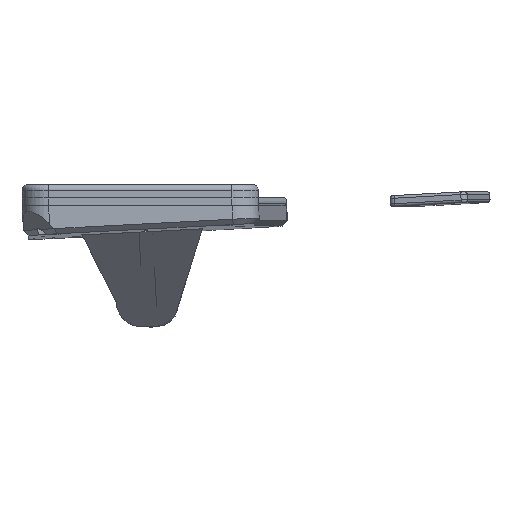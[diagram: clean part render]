
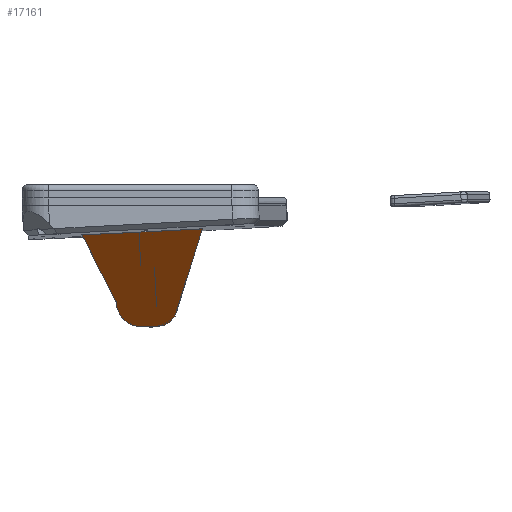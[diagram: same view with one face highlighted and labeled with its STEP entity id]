
A CAD part, left-side view. The second image highlights one B-rep face of the part: STEP entity #17161.
In plain terms, the highlighted face is planar.
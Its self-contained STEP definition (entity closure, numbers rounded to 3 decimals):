
#715=ELLIPSE('',#18528,14.142,10.);
#961=CIRCLE('',#18529,10.);
#1666=FACE_OUTER_BOUND('',#2693,.T.);
#2693=EDGE_LOOP('',(#13376,#13377,#13378,#13379,#13380,#13381,#13382,#13383));
#4094=LINE('',#27761,#5939);
#4096=LINE('',#27765,#5941);
#4097=LINE('',#27767,#5942);
#4098=LINE('',#27771,#5943);
#4099=LINE('',#27775,#5944);
#4100=LINE('',#27776,#5945);
#5939=VECTOR('',#21461,10.);
#5941=VECTOR('',#21465,10.);
#5942=VECTOR('',#21466,10.);
#5943=VECTOR('',#21469,10.);
#5944=VECTOR('',#21472,10.);
#5945=VECTOR('',#21473,10.);
#7774=VERTEX_POINT('',#27758);
#7775=VERTEX_POINT('',#27760);
#7776=VERTEX_POINT('',#27764);
#7777=VERTEX_POINT('',#27766);
#7778=VERTEX_POINT('',#27768);
#7779=VERTEX_POINT('',#27770);
#7780=VERTEX_POINT('',#27772);
#7781=VERTEX_POINT('',#27774);
#9771=EDGE_CURVE('',#7775,#7774,#4094,.T.);
#9773=EDGE_CURVE('',#7776,#7774,#4096,.T.);
#9774=EDGE_CURVE('',#7777,#7776,#4097,.T.);
#9775=EDGE_CURVE('',#7778,#7777,#715,.T.);
#9776=EDGE_CURVE('',#7778,#7779,#4098,.T.);
#9777=EDGE_CURVE('',#7780,#7779,#961,.T.);
#9778=EDGE_CURVE('',#7780,#7781,#4099,.T.);
#9779=EDGE_CURVE('',#7781,#7775,#4100,.T.);
#13376=ORIENTED_EDGE('',*,*,#9771,.T.);
#13377=ORIENTED_EDGE('',*,*,#9773,.F.);
#13378=ORIENTED_EDGE('',*,*,#9774,.F.);
#13379=ORIENTED_EDGE('',*,*,#9775,.F.);
#13380=ORIENTED_EDGE('',*,*,#9776,.T.);
#13381=ORIENTED_EDGE('',*,*,#9777,.F.);
#13382=ORIENTED_EDGE('',*,*,#9778,.T.);
#13383=ORIENTED_EDGE('',*,*,#9779,.T.);
#16364=PLANE('',#18527);
#17161=ADVANCED_FACE('',(#1666),#16364,.T.);
#18527=AXIS2_PLACEMENT_3D('',#27763,#21463,#21464);
#18528=AXIS2_PLACEMENT_3D('',#27769,#21467,#21468);
#18529=AXIS2_PLACEMENT_3D('',#27773,#21470,#21471);
#21461=DIRECTION('',(-0.007,1.,0.007));
#21463=DIRECTION('center_axis',(-0.707,0.,
-0.707));
#21464=DIRECTION('ref_axis',(0.495,0.714,-0.495));
#21465=DIRECTION('',(-0.674,0.304,0.674));
#21466=DIRECTION('',(-0.007,1.,0.007));
#21467=DIRECTION('center_axis',(0.707,0.,
0.707));
#21468=DIRECTION('ref_axis',(0.707,0.009,-0.707));
#21469=DIRECTION('',(0.,-1.,0.));
#21470=DIRECTION('center_axis',(0.707,0.,
0.707));
#21471=DIRECTION('ref_axis',(0.707,-0.028,-0.707));
#21472=DIRECTION('',(-0.684,-0.254,0.684));
#21473=DIRECTION('',(0.,1.,0.));
#27758=CARTESIAN_POINT('',(-7.,-9.314,-18.884));
#27760=CARTESIAN_POINT('',(-6.884,-26.762,-19.));
#27761=CARTESIAN_POINT('',(-6.884,-26.762,-19.));
#27763=CARTESIAN_POINT('Origin',(27.418,-32.993,-53.301));
#27764=CARTESIAN_POINT('',(18.613,-20.881,-44.497));
#27765=CARTESIAN_POINT('',(21.976,-22.399,-47.86));
#27766=CARTESIAN_POINT('',(18.614,-20.923,-44.497));
#27767=CARTESIAN_POINT('',(18.614,-20.923,-44.497));
#27768=CARTESIAN_POINT('',(28.68,-30.856,-54.564));
#27769=CARTESIAN_POINT('Origin',(18.68,-30.922,-44.564));
#27770=CARTESIAN_POINT('',(28.68,-38.266,-54.564));
#27771=CARTESIAN_POINT('',(28.68,-43.995,-54.564));
#27772=CARTESIAN_POINT('',(24.11,-43.587,-49.994));
#27773=CARTESIAN_POINT('Origin',(22.313,-33.916,-48.197));
#27774=CARTESIAN_POINT('',(-6.884,-55.103,-19.));
#27775=CARTESIAN_POINT('',(19.976,-45.123,-45.86));
#27776=CARTESIAN_POINT('',(-6.884,-56.92,-19.));
